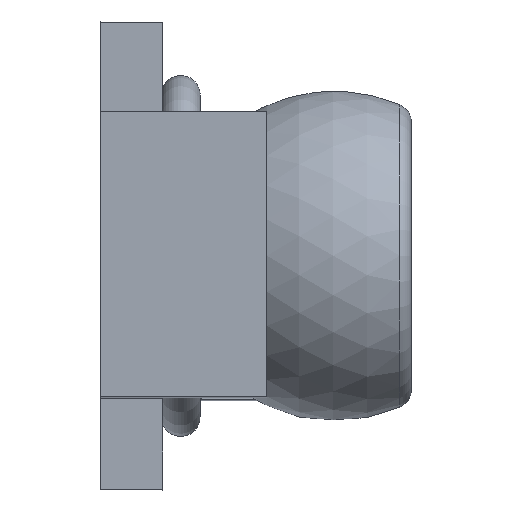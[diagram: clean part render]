
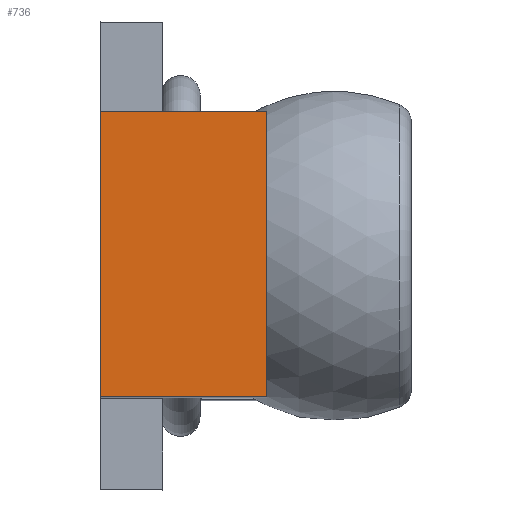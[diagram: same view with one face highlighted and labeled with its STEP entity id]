
A CAD part, top view. The second image highlights one B-rep face of the part: STEP entity #736.
In plain terms, the highlighted planar face has unit normal (0, 0, 1).
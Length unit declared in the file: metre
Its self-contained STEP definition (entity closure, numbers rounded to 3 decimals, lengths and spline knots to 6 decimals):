
#117=ORIENTED_EDGE('',*,*,#247,.F.);
#118=ORIENTED_EDGE('',*,*,#297,.F.);
#119=ORIENTED_EDGE('',*,*,#298,.T.);
#120=ORIENTED_EDGE('',*,*,#299,.T.);
#247=EDGE_CURVE('',#346,#347,#417,.T.);
#297=EDGE_CURVE('',#392,#346,#451,.T.);
#298=EDGE_CURVE('',#392,#393,#452,.T.);
#299=EDGE_CURVE('',#393,#347,#453,.T.);
#346=VERTEX_POINT('',#1062);
#347=VERTEX_POINT('',#1064);
#392=VERTEX_POINT('',#1171);
#393=VERTEX_POINT('',#1175);
#417=LINE('',#1063,#493);
#451=LINE('',#1172,#527);
#452=LINE('',#1174,#528);
#453=LINE('',#1176,#529);
#493=VECTOR('',#851,1.);
#527=VECTOR('',#943,1.);
#528=VECTOR('',#946,1.);
#529=VECTOR('',#947,1.);
#593=EDGE_LOOP('',(#117,#118,#119,#120));
#655=FACE_BOUND('',#593,.T.);
#696=PLANE('',#808);
#736=ADVANCED_FACE('',(#655),#696,.T.);
#808=AXIS2_PLACEMENT_3D('',#1173,#944,#945);
#851=DIRECTION('',(0.,1.,0.));
#943=DIRECTION('',(-1.,0.,0.));
#944=DIRECTION('',(0.,0.,1.));
#945=DIRECTION('',(1.,0.,0.));
#946=DIRECTION('',(0.,1.,0.));
#947=DIRECTION('',(-1.,0.,0.));
#1062=CARTESIAN_POINT('',(-0.0045,-0.00275,0.0207));
#1063=CARTESIAN_POINT('',(-0.0045,0.,0.0207));
#1064=CARTESIAN_POINT('',(-0.0045,0.00275,0.0207));
#1171=CARTESIAN_POINT('',(-0.0013,-0.00275,0.0207));
#1172=CARTESIAN_POINT('',(-0.0033,-0.00275,0.0207));
#1173=CARTESIAN_POINT('',(-0.0033,0.,0.0207));
#1174=CARTESIAN_POINT('',(-0.0013,0.,0.0207));
#1175=CARTESIAN_POINT('',(-0.0013,0.00275,0.0207));
#1176=CARTESIAN_POINT('',(-0.0033,0.00275,0.0207));
